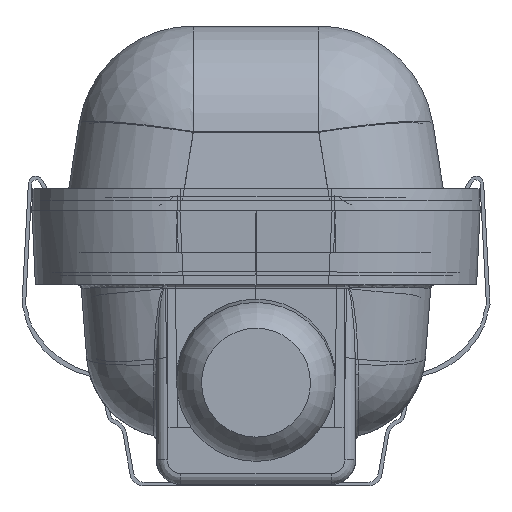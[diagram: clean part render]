
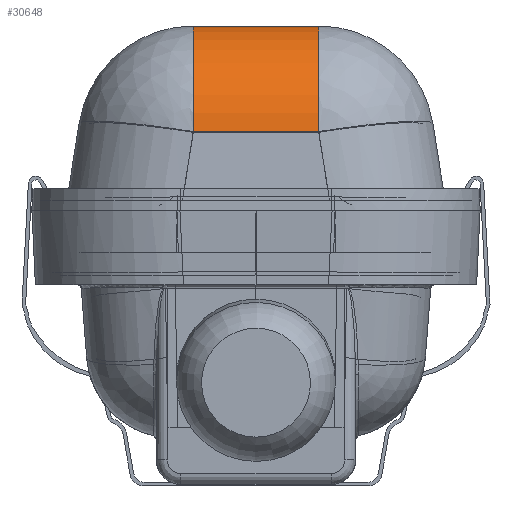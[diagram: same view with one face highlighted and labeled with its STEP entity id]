
A CAD part, front view. The second image highlights one B-rep face of the part: STEP entity #30648.
In plain terms, the highlighted cylindrical face has radius 16 mm (diameter 32 mm), a partial arc.
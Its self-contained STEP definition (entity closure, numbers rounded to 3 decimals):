
#663 = CIRCLE ( 'NONE', #4662, 16. ) ;
#1235 = AXIS2_PLACEMENT_3D ( 'NONE', #19684, #14372, #27258 ) ;
#2769 = LINE ( 'NONE', #10371, #9717 ) ;
#2909 = VERTEX_POINT ( 'NONE', #20304 ) ;
#3436 = VERTEX_POINT ( 'NONE', #24318 ) ;
#4662 = AXIS2_PLACEMENT_3D ( 'NONE', #10068, #29223, #29045 ) ;
#7529 = CARTESIAN_POINT ( 'NONE',  ( -8.672, 609.804, -63.624 ) ) ;
#7636 = VECTOR ( 'NONE', #27644, 1000. ) ;
#9145 = VERTEX_POINT ( 'NONE', #25455 ) ;
#9717 = VECTOR ( 'NONE', #19220, 1000. ) ;
#10068 = CARTESIAN_POINT ( 'NONE',  ( -8.672, 609.804, -47.624 ) ) ;
#10371 = CARTESIAN_POINT ( 'NONE',  ( 200., 625.743, -49.019 ) ) ;
#13293 = EDGE_CURVE ( 'NONE', #9145, #2909, #23542, .T. ) ;
#14372 = DIRECTION ( 'NONE',  ( 1., 0., 0. ) ) ;
#17034 = LINE ( 'NONE', #33323, #7636 ) ;
#19220 = DIRECTION ( 'NONE',  ( 1., 0., 0. ) ) ;
#19244 = ORIENTED_EDGE ( 'NONE', *, *, #34073, .F. ) ;
#19684 = CARTESIAN_POINT ( 'NONE',  ( 200., 609.804, -47.624 ) ) ;
#20304 = CARTESIAN_POINT ( 'NONE',  ( 8.672, 609.804, -63.624 ) ) ;
#20717 = VERTEX_POINT ( 'NONE', #7529 ) ;
#21322 = DIRECTION ( 'NONE',  ( 0., 1., 0. ) ) ;
#21385 = ORIENTED_EDGE ( 'NONE', *, *, #13293, .T. ) ;
#22664 = FACE_OUTER_BOUND ( 'NONE', #26919, .T. ) ;
#22927 = AXIS2_PLACEMENT_3D ( 'NONE', #30013, #26426, #21322 ) ;
#23542 = CIRCLE ( 'NONE', #22927, 16. ) ;
#24318 = CARTESIAN_POINT ( 'NONE',  ( -8.672, 625.743, -49.019 ) ) ;
#25455 = CARTESIAN_POINT ( 'NONE',  ( 8.672, 625.743, -49.019 ) ) ;
#26426 = DIRECTION ( 'NONE',  ( -1., 0., 0. ) ) ;
#26821 = ORIENTED_EDGE ( 'NONE', *, *, #34477, .T. ) ;
#26919 = EDGE_LOOP ( 'NONE', ( #19244, #26821, #21385, #29890 ) ) ;
#26996 = EDGE_CURVE ( 'NONE', #2909, #20717, #17034, .T. ) ;
#27258 = DIRECTION ( 'NONE',  ( 0., 1., 0. ) ) ;
#27644 = DIRECTION ( 'NONE',  ( -1., 0., 0. ) ) ;
#29045 = DIRECTION ( 'NONE',  ( 0., 1., 0. ) ) ;
#29223 = DIRECTION ( 'NONE',  ( -1., 0., 0. ) ) ;
#29890 = ORIENTED_EDGE ( 'NONE', *, *, #26996, .T. ) ;
#30013 = CARTESIAN_POINT ( 'NONE',  ( 8.672, 609.804, -47.624 ) ) ;
#30648 = ADVANCED_FACE ( 'NONE', ( #22664 ), #32784, .T. ) ;
#32784 = CYLINDRICAL_SURFACE ( 'NONE', #1235, 16. ) ;
#33323 = CARTESIAN_POINT ( 'NONE',  ( 200., 609.804, -63.624 ) ) ;
#34073 = EDGE_CURVE ( 'NONE', #3436, #20717, #663, .T. ) ;
#34477 = EDGE_CURVE ( 'NONE', #3436, #9145, #2769, .T. ) ;
